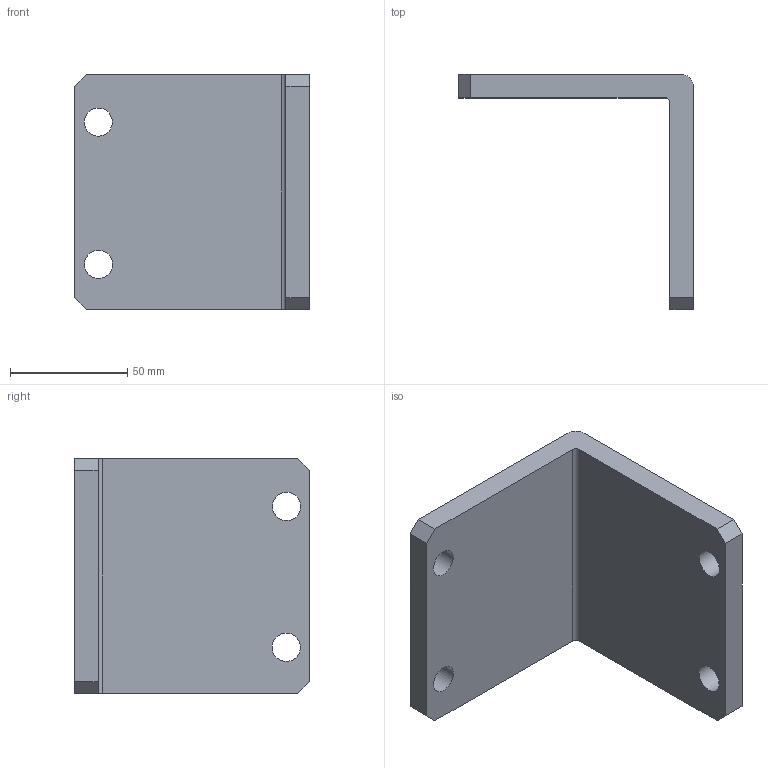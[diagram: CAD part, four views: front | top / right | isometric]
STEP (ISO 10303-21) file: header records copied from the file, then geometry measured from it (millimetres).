
FILE_DESCRIPTION(('FreeCAD Model'),'2;1');
FILE_NAME('A21.step','2018-01-26T16:15:48',( 'Author'),(''),'Open CASCADE STEP processor 7.1','FreeCAD','Unknown' );
FILE_SCHEMA(('AUTOMOTIVE_DESIGN { 1 0 10303 214 1 1 1 1 }'));
Length unit declared in the file: millimetre
Products named in the file (1): Chamfer
Bounding box: 100 x 100 x 100 mm (x, y, z)
Volume: 184497.7 mm3; surface area: 43875.6 mm2
Topology: 1 solids, 1 shells, 18 faces, 48 edges, 32 vertices
Faces by surface type: plane 12, cylinder 6
Full cylindrical faces by diameter (mm): 11.969 x1, 12.011 x1, 12.074 x1, 12.092 x1
Entity records: 1378 total; most frequent: CARTESIAN_POINT 267, DIRECTION 182, LINE 120, VECTOR 120, ORIENTED_EDGE 96, PCURVE 96, DEFINITIONAL_REPRESENTATION 96, EDGE_CURVE 48
